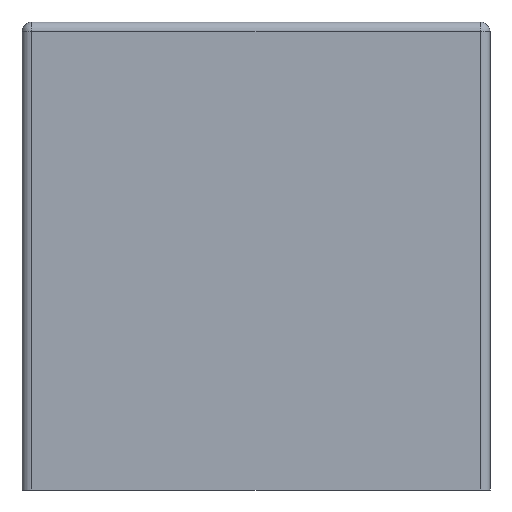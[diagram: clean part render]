
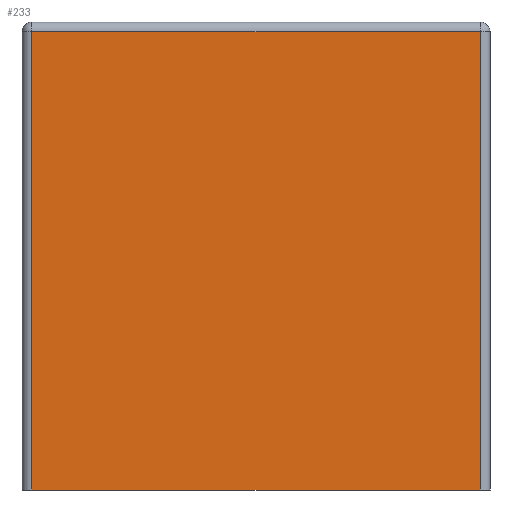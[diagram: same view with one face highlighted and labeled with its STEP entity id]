
A CAD part, front view. The second image highlights one B-rep face of the part: STEP entity #233.
In plain terms, the highlighted planar face has unit normal (0, -1, 0).
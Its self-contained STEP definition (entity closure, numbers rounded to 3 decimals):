
#233 = ADVANCED_FACE('',(#234),#268,.F.);
#234 = FACE_BOUND('',#235,.T.);
#235 = EDGE_LOOP('',(#236,#246,#254,#262));
#236 = ORIENTED_EDGE('',*,*,#237,.T.);
#237 = EDGE_CURVE('',#238,#240,#242,.T.);
#238 = VERTEX_POINT('',#239);
#239 = CARTESIAN_POINT('',(-5.75,-6.,0.));
#240 = VERTEX_POINT('',#241);
#241 = CARTESIAN_POINT('',(5.75,-6.,0.));
#242 = LINE('',#243,#244);
#243 = CARTESIAN_POINT('',(-6.,-6.,0.));
#244 = VECTOR('',#245,1.);
#245 = DIRECTION('',(1.,0.,0.));
#246 = ORIENTED_EDGE('',*,*,#247,.T.);
#247 = EDGE_CURVE('',#240,#248,#250,.T.);
#248 = VERTEX_POINT('',#249);
#249 = CARTESIAN_POINT('',(5.75,-6.,11.75));
#250 = LINE('',#251,#252);
#251 = CARTESIAN_POINT('',(5.75,-6.,12.));
#252 = VECTOR('',#253,1.);
#253 = DIRECTION('',(0.,0.,1.));
#254 = ORIENTED_EDGE('',*,*,#255,.T.);
#255 = EDGE_CURVE('',#248,#256,#258,.T.);
#256 = VERTEX_POINT('',#257);
#257 = CARTESIAN_POINT('',(-5.75,-6.,11.75));
#258 = LINE('',#259,#260);
#259 = CARTESIAN_POINT('',(-6.,-6.,11.75));
#260 = VECTOR('',#261,1.);
#261 = DIRECTION('',(-1.,0.,0.));
#262 = ORIENTED_EDGE('',*,*,#263,.T.);
#263 = EDGE_CURVE('',#256,#238,#264,.T.);
#264 = LINE('',#265,#266);
#265 = CARTESIAN_POINT('',(-5.75,-6.,12.));
#266 = VECTOR('',#267,1.);
#267 = DIRECTION('',(0.,0.,-1.));
#268 = PLANE('',#269);
#269 = AXIS2_PLACEMENT_3D('',#270,#271,#272);
#270 = CARTESIAN_POINT('',(-6.,-6.,12.));
#271 = DIRECTION('',(0.,1.,0.));
#272 = DIRECTION('',(0.,0.,1.));
